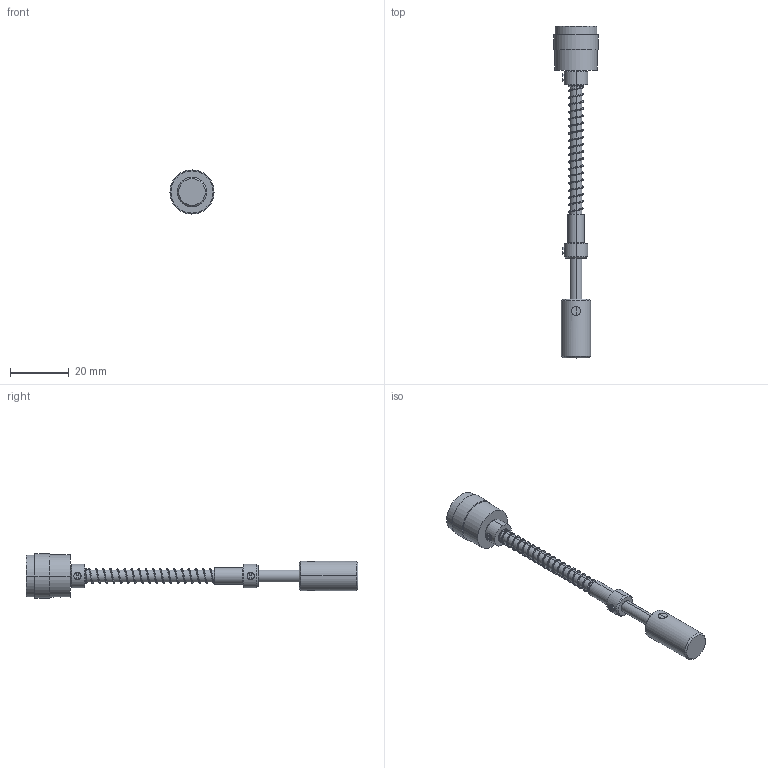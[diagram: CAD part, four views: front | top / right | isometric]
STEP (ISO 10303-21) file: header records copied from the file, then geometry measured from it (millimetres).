
FILE_DESCRIPTION (( 'STEP AP214' ), '1' );
FILE_NAME ('41694~0.STEP', '2019-07-23T07:05:13', ( '' ), ( '' ), 'SwSTEP 2.0', 'SolidWorks 2018', '' );
FILE_SCHEMA (( 'AUTOMOTIVE_DESIGN' ));
Length unit declared in the file: millimetre
Products named in the file (1): 41694~0
Bounding box: 15 x 113 x 15 mm (x, y, z)
Volume: 5543.8 mm3; surface area: 3407.9 mm2
Topology: 1 solids, 1 shells, 90 faces, 207 edges, 130 vertices
Faces by surface type: plane 34, cylinder 30, cone 20, bspline 6
Entity records: 34472 total; most frequent: CARTESIAN_POINT 31620, DIRECTION 423, ORIENTED_EDGE 414, EDGE_CURVE 207, AXIS2_PLACEMENT_3D 169, VERTEX_POINT 130, EDGE_LOOP 109, FACE_OUTER_BOUND 90
